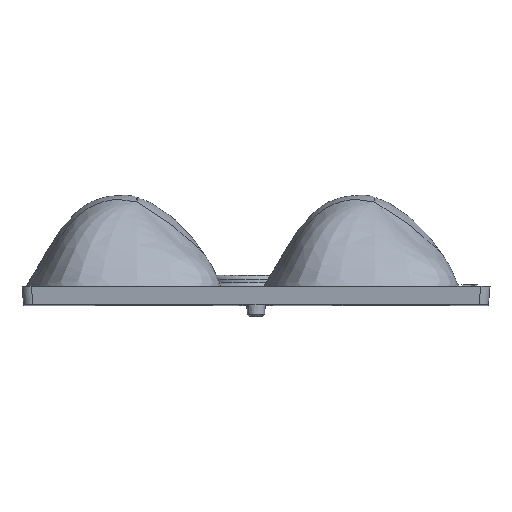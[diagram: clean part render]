
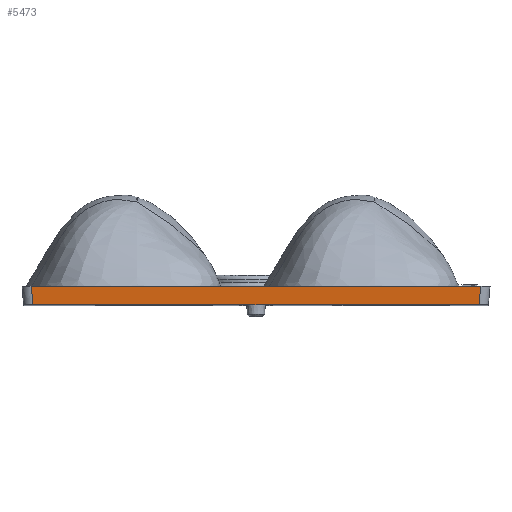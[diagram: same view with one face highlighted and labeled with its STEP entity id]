
A CAD part, top view. The second image highlights one B-rep face of the part: STEP entity #5473.
In plain terms, the highlighted planar face has unit normal (0, -0.087, 0.996).
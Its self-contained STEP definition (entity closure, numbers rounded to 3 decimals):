
#382=DIRECTION('',(1.,0.,0.));
#383=VECTOR('',#382,48.008);
#384=CARTESIAN_POINT('',(-24.004,0.,25.));
#385=LINE('',#384,#383);
#392=CARTESIAN_POINT('',(-24.004,0.,25.));
#959=CARTESIAN_POINT('',(23.829,-2.,24.825));
#989=CARTESIAN_POINT('',(-23.829,-2.,24.825));
#997=DIRECTION('',(1.,0.,0.));
#998=VECTOR('',#997,47.658);
#999=CARTESIAN_POINT('',(-23.829,-2.,24.825));
#1000=LINE('',#999,#998);
#1137=DIRECTION('',(-0.087,-0.992,-0.087));
#1138=VECTOR('',#1137,2.015);
#1139=CARTESIAN_POINT('',(24.004,0.,25.));
#1140=LINE('',#1139,#1138);
#1141=DIRECTION('',(0.087,-0.992,-0.087));
#1142=VECTOR('',#1141,2.015);
#1143=CARTESIAN_POINT('',(-24.004,0.,25.));
#1144=LINE('',#1143,#1142);
#3839=VERTEX_POINT('',#959);
#3840=CARTESIAN_POINT('',(24.004,0.,25.));
#3841=VERTEX_POINT('',#3840);
#3853=VERTEX_POINT('',#989);
#3857=VERTEX_POINT('',#392);
#5461=CARTESIAN_POINT('',(-26.933,0.,25.));
#5462=DIRECTION('',(0.,-0.087,0.996));
#5463=DIRECTION('',(1.,0.,0.));
#5464=AXIS2_PLACEMENT_3D('',#5461,#5462,#5463);
#5465=PLANE('',#5464);
#5466=ORIENTED_EDGE('',*,*,#5453,.T.);
#5467=ORIENTED_EDGE('',*,*,#5394,.F.);
#5469=ORIENTED_EDGE('',*,*,#5468,.F.);
#5470=ORIENTED_EDGE('',*,*,#4293,.T.);
#5471=EDGE_LOOP('',(#5466,#5467,#5469,#5470));
#5472=FACE_OUTER_BOUND('',#5471,.F.);
#4293=EDGE_CURVE('',#3857,#3841,#385,.T.);
#5394=EDGE_CURVE('',#3853,#3839,#1000,.T.);
#5453=EDGE_CURVE('',#3841,#3839,#1140,.T.);
#5468=EDGE_CURVE('',#3857,#3853,#1144,.T.);
#5473=ADVANCED_FACE('',(#5472),#5465,.T.);
